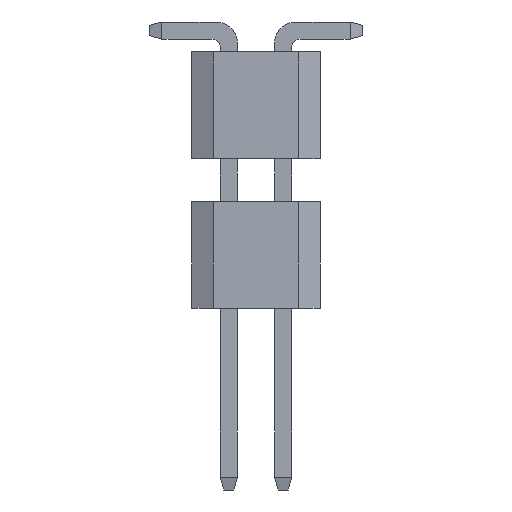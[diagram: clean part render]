
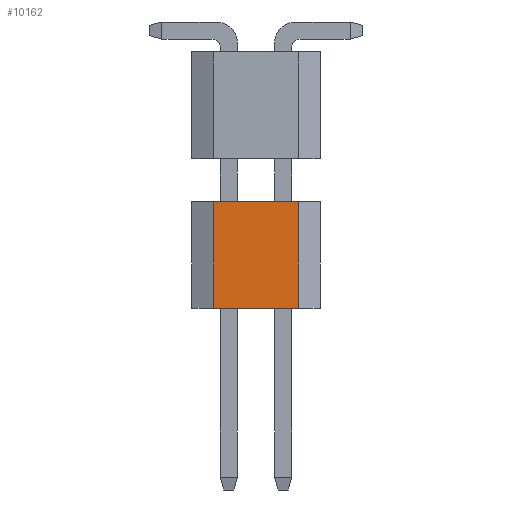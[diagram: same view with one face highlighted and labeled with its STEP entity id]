
A CAD part, left-side view. The second image highlights one B-rep face of the part: STEP entity #10162.
In plain terms, the highlighted planar face has unit normal (-1, 0, 0).
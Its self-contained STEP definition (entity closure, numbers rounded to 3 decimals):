
#528 = DIRECTION ( 'NONE',  ( 0., 1., 0. ) ) ;
#579 = FACE_OUTER_BOUND ( 'NONE', #3103, .T. ) ;
#966 = VERTEX_POINT ( 'NONE', #7557 ) ;
#1375 = EDGE_CURVE ( 'NONE', #10014, #966, #2370, .T. ) ;
#1469 = LINE ( 'NONE', #6897, #2596 ) ;
#2299 = DIRECTION ( 'NONE',  ( 0., -1., 0. ) ) ;
#2370 = LINE ( 'NONE', #3928, #6406 ) ;
#2596 = VECTOR ( 'NONE', #2299, 1000. ) ;
#2775 = DIRECTION ( 'NONE',  ( 0., -1., 0. ) ) ;
#3088 = ORIENTED_EDGE ( 'NONE', *, *, #8078, .F. ) ;
#3103 = EDGE_LOOP ( 'NONE', ( #10024, #3088, #5451, #4925 ) ) ;
#3159 = EDGE_CURVE ( 'NONE', #7165, #966, #9836, .T. ) ;
#3701 = CARTESIAN_POINT ( 'NONE',  ( 7.62, 1., 0. ) ) ;
#3786 = CARTESIAN_POINT ( 'NONE',  ( 7.62, 8.828, 24.75 ) ) ;
#3809 = DIRECTION ( 'NONE',  ( 0., 0., 1. ) ) ;
#3928 = CARTESIAN_POINT ( 'NONE',  ( 7.62, -1., 0. ) ) ;
#3961 = CARTESIAN_POINT ( 'NONE',  ( 7.62, 1., 0. ) ) ;
#4459 = PLANE ( 'NONE',  #7719 ) ;
#4482 = VECTOR ( 'NONE', #3809, 1000. ) ;
#4925 = ORIENTED_EDGE ( 'NONE', *, *, #1375, .T. ) ;
#5426 = VECTOR ( 'NONE', #2775, 1000. ) ;
#5451 = ORIENTED_EDGE ( 'NONE', *, *, #9085, .T. ) ;
#6124 = LINE ( 'NONE', #3701, #4482 ) ;
#6406 = VECTOR ( 'NONE', #10112, 1000. ) ;
#6465 = CARTESIAN_POINT ( 'NONE',  ( 7.62, 1., 2.5 ) ) ;
#6622 = CARTESIAN_POINT ( 'NONE',  ( 7.62, -1., 0. ) ) ;
#6897 = CARTESIAN_POINT ( 'NONE',  ( 7.62, 0., 0. ) ) ;
#7165 = VERTEX_POINT ( 'NONE', #6465 ) ;
#7359 = CARTESIAN_POINT ( 'NONE',  ( 7.62, 0., 2.5 ) ) ;
#7557 = CARTESIAN_POINT ( 'NONE',  ( 7.62, -1., 2.5 ) ) ;
#7596 = DIRECTION ( 'NONE',  ( 1., 0., 0. ) ) ;
#7719 = AXIS2_PLACEMENT_3D ( 'NONE', #3786, #7596, #528 ) ;
#8078 = EDGE_CURVE ( 'NONE', #8171, #7165, #6124, .T. ) ;
#8171 = VERTEX_POINT ( 'NONE', #3961 ) ;
#9085 = EDGE_CURVE ( 'NONE', #8171, #10014, #1469, .T. ) ;
#9836 = LINE ( 'NONE', #7359, #5426 ) ;
#10014 = VERTEX_POINT ( 'NONE', #6622 ) ;
#10024 = ORIENTED_EDGE ( 'NONE', *, *, #3159, .F. ) ;
#10112 = DIRECTION ( 'NONE',  ( 0., 0., 1. ) ) ;
#10162 = ADVANCED_FACE ( 'NONE', ( #579 ), #4459, .F. ) ;
